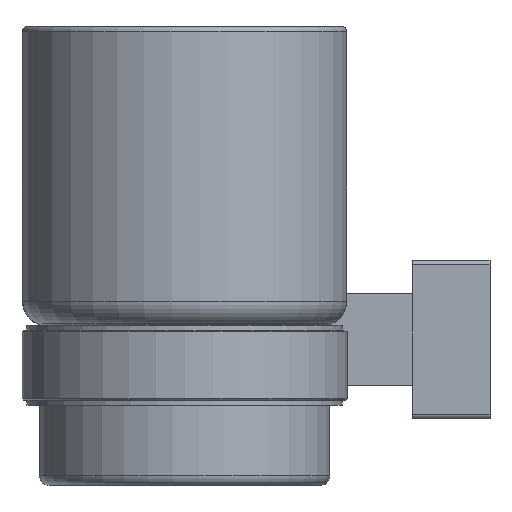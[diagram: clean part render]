
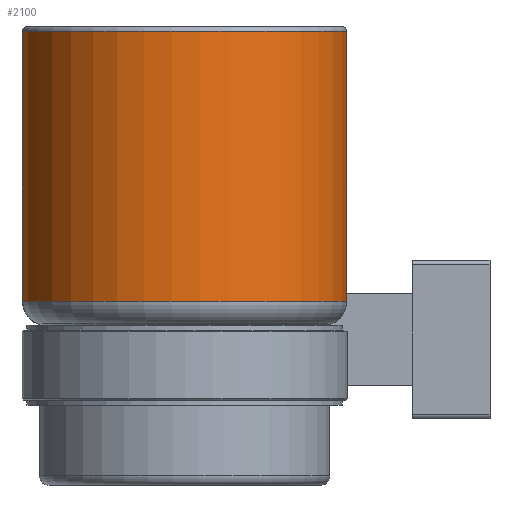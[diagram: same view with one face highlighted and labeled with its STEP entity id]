
A CAD part, left-side view. The second image highlights one B-rep face of the part: STEP entity #2100.
In plain terms, the highlighted cylindrical face has radius 33.5 mm (diameter 67 mm), a partial arc.
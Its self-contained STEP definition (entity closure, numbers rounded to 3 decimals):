
#450 = CIRCLE ( 'NONE', #6902, 33.5 ) ;
#451 = CIRCLE ( 'NONE', #6897, 33.5 ) ;
#480 = FACE_OUTER_BOUND ( 'NONE', #10860, .T. ) ;
#485 = AXIS2_PLACEMENT_3D ( 'NONE', #13061, #13062, #13063 ) ;
#486 = CYLINDRICAL_SURFACE ( 'NONE', #485, 33.5 ) ;
#2100 = ADVANCED_FACE ( 'NONE', ( #480 ), #486, .T. ) ;
#3556 = EDGE_CURVE ( 'NONE', #11664, #11540, #9687, .T. ) ;
#3557 = EDGE_CURVE ( 'NONE', #11540, #11723, #450, .T. ) ;
#3558 = EDGE_CURVE ( 'NONE', #11664, #11719, #451, .T. ) ;
#3559 = EDGE_CURVE ( 'NONE', #11719, #11723, #9696, .T. ) ;
#6897 = AXIS2_PLACEMENT_3D ( 'NONE', #9692, #9693, #9694 ) ;
#6902 = AXIS2_PLACEMENT_3D ( 'NONE', #9686, #9690, #9691 ) ;
#6903 = VECTOR ( 'NONE', #9689, 1000. ) ;
#6907 = VECTOR ( 'NONE', #9698, 1000. ) ;
#8971 = CARTESIAN_POINT ( 'NONE',  ( 0., 44.107, 33.5 ) ) ;
#9095 = CARTESIAN_POINT ( 'NONE',  ( 0., -11.493, 33.5 ) ) ;
#9150 = CARTESIAN_POINT ( 'NONE',  ( 0., -11.493, -33.5 ) ) ;
#9154 = CARTESIAN_POINT ( 'NONE',  ( 0., 44.107, -33.5 ) ) ;
#9686 = CARTESIAN_POINT ( 'NONE',  ( 0., 44.107, 0. ) ) ;
#9687 = LINE ( 'NONE', #9688, #6903 ) ;
#9688 = CARTESIAN_POINT ( 'NONE',  ( 0., 0., 33.5 ) ) ;
#9689 = DIRECTION ( 'NONE',  ( 0., 1., 0. ) ) ;
#9690 = DIRECTION ( 'NONE',  ( 0., 1., 0. ) ) ;
#9691 = DIRECTION ( 'NONE',  ( 0., 0., 1. ) ) ;
#9692 = CARTESIAN_POINT ( 'NONE',  ( 0., -11.493, 0. ) ) ;
#9693 = DIRECTION ( 'NONE',  ( 0., 1., 0. ) ) ;
#9694 = DIRECTION ( 'NONE',  ( 0., 0., 1. ) ) ;
#9696 = LINE ( 'NONE', #9697, #6907 ) ;
#9697 = CARTESIAN_POINT ( 'NONE',  ( 0., 0., -33.5 ) ) ;
#9698 = DIRECTION ( 'NONE',  ( 0., 1., 0. ) ) ;
#10860 = EDGE_LOOP ( 'NONE', ( #13646, #13644, #13645, #13643 ) ) ;
#11540 = VERTEX_POINT ( 'NONE', #8971 ) ;
#11664 = VERTEX_POINT ( 'NONE', #9095 ) ;
#11719 = VERTEX_POINT ( 'NONE', #9150 ) ;
#11723 = VERTEX_POINT ( 'NONE', #9154 ) ;
#13061 = CARTESIAN_POINT ( 'NONE',  ( 0., 0., 0. ) ) ;
#13062 = DIRECTION ( 'NONE',  ( 0., 1., 0. ) ) ;
#13063 = DIRECTION ( 'NONE',  ( 0., 0., 1. ) ) ;
#13643 = ORIENTED_EDGE ( 'NONE', *, *, #3556, .F. ) ;
#13644 = ORIENTED_EDGE ( 'NONE', *, *, #3559, .T. ) ;
#13645 = ORIENTED_EDGE ( 'NONE', *, *, #3557, .F. ) ;
#13646 = ORIENTED_EDGE ( 'NONE', *, *, #3558, .T. ) ;
